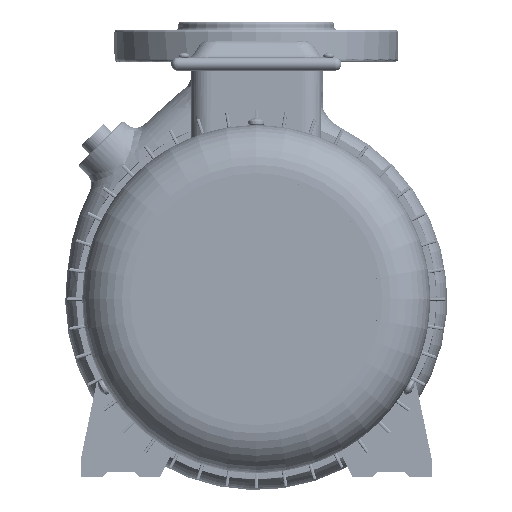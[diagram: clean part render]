
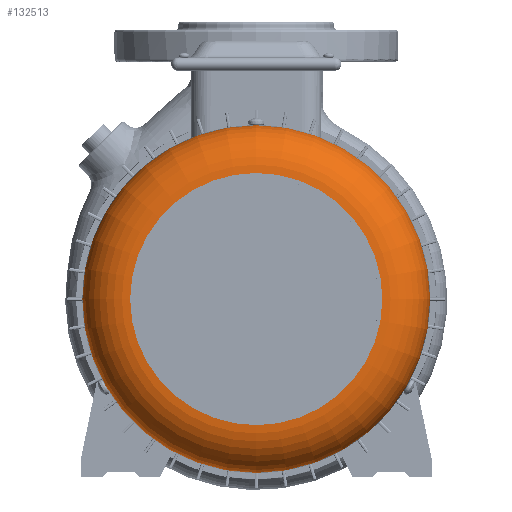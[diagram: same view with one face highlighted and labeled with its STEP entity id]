
A CAD part, left-side view. The second image highlights one B-rep face of the part: STEP entity #132513.
In plain terms, the highlighted toroidal (fillet/blend) face has major radius 9.63 mm and minor radius 3.645 mm.
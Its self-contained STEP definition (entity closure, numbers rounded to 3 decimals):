
#97716 = VERTEX_POINT('',#97717);
#97717 = CARTESIAN_POINT('',(-61.542,9.63,
    0.));
#97723 = EDGE_CURVE('',#97716,#97724,#97726,.T.);
#97724 = VERTEX_POINT('',#97725);
#97725 = CARTESIAN_POINT('',(-61.542,0.,
    -9.63));
#97726 = CIRCLE('',#97727,9.63);
#97727 = AXIS2_PLACEMENT_3D('',#97728,#97729,#97730);
#97728 = CARTESIAN_POINT('',(-61.542,0.,0.));
#97729 = DIRECTION('',(-1.,0.,0.));
#97730 = DIRECTION('',(0.,0.,1.));
#97732 = EDGE_CURVE('',#97724,#97716,#97733,.T.);
#97733 = CIRCLE('',#97734,9.63);
#97734 = AXIS2_PLACEMENT_3D('',#97735,#97736,#97737);
#97735 = CARTESIAN_POINT('',(-61.542,0.,0.));
#97736 = DIRECTION('',(-1.,0.,0.));
#97737 = DIRECTION('',(0.,0.,1.));
#132252 = EDGE_CURVE('',#132253,#132253,#132255,.T.);
#132253 = VERTEX_POINT('',#132254);
#132254 = CARTESIAN_POINT('',(-57.897,0.,
    -13.274));
#132255 = CIRCLE('',#132256,13.274);
#132256 = AXIS2_PLACEMENT_3D('',#132257,#132258,#132259);
#132257 = CARTESIAN_POINT('',(-57.897,0.,0.));
#132258 = DIRECTION('',(-1.,0.,0.));
#132259 = DIRECTION('',(0.,0.,1.));
#132513 = ADVANCED_FACE('',(#132514),#132527,.T.);
#132514 = FACE_BOUND('',#132515,.T.);
#132515 = EDGE_LOOP('',(#132516,#132517,#132518,#132525,#132526));
#132516 = ORIENTED_EDGE('',*,*,#97723,.F.);
#132517 = ORIENTED_EDGE('',*,*,#97732,.F.);
#132518 = ORIENTED_EDGE('',*,*,#132519,.T.);
#132519 = EDGE_CURVE('',#97724,#132253,#132520,.T.);
#132520 = CIRCLE('',#132521,3.645);
#132521 = AXIS2_PLACEMENT_3D('',#132522,#132523,#132524);
#132522 = CARTESIAN_POINT('',(-57.897,0.,
    -9.63));
#132523 = DIRECTION('',(0.,-1.,0.));
#132524 = DIRECTION('',(0.,0.,-1.));
#132525 = ORIENTED_EDGE('',*,*,#132252,.T.);
#132526 = ORIENTED_EDGE('',*,*,#132519,.F.);
#132527 = TOROIDAL_SURFACE('',#132528,9.63,3.645);
#132528 = AXIS2_PLACEMENT_3D('',#132529,#132530,#132531);
#132529 = CARTESIAN_POINT('',(-57.897,0.,0.));
#132530 = DIRECTION('',(-1.,0.,0.));
#132531 = DIRECTION('',(0.,0.,1.));
